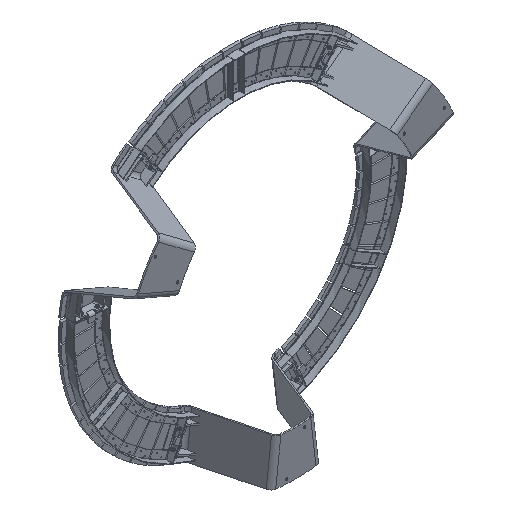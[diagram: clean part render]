
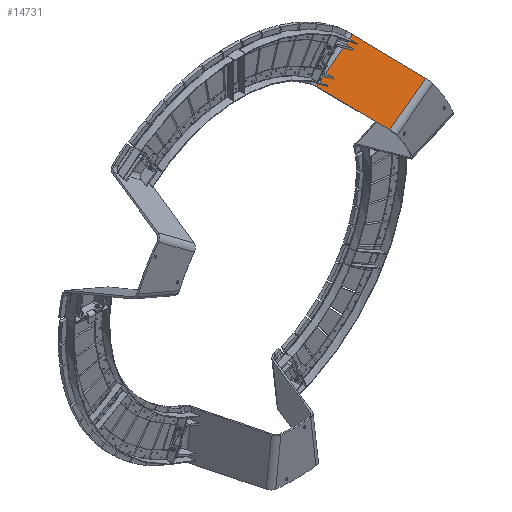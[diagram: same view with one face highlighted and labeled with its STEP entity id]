
A CAD part, isometric view. The second image highlights one B-rep face of the part: STEP entity #14731.
In plain terms, the highlighted face is planar.
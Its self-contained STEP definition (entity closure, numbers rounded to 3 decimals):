
#1634 = ORIENTED_EDGE ( 'NONE', *, *, #17081, .F. ) ;
#1996 = CARTESIAN_POINT ( 'NONE',  ( 27., -2.25, 3.199 ) ) ;
#2240 = FACE_OUTER_BOUND ( 'NONE', #16358, .T. ) ;
#2539 = AXIS2_PLACEMENT_3D ( 'NONE', #1996, #3994, #9259 ) ;
#3072 = CARTESIAN_POINT ( 'NONE',  ( 114.332, 26.319, -645.578 ) ) ;
#3994 = DIRECTION ( 'NONE',  ( -0.933, 0.342, -0.111 ) ) ;
#4100 = CARTESIAN_POINT ( 'NONE',  ( 220.08, 158.335, -1129.768 ) ) ;
#4944 = CARTESIAN_POINT ( 'NONE',  ( 137.272, 26.319, -839.211 ) ) ;
#5140 = CARTESIAN_POINT ( 'NONE',  ( 277.656, 420.261, -805.432 ) ) ;
#5575 = VERTEX_POINT ( 'NONE', #18303 ) ;
#5658 = VERTEX_POINT ( 'NONE', #5140 ) ;
#6557 = CARTESIAN_POINT ( 'NONE',  ( 231.876, 290.433, -820.662 ) ) ;
#7833 = CARTESIAN_POINT ( 'NONE',  ( 172.549, 26.319, -1136.982 ) ) ;
#7890 = DIRECTION ( 'NONE',  ( 0.118, 0., -0.993 ) ) ;
#8450 = DIRECTION ( 'NONE',  ( -0.118, 0., 0.993 ) ) ;
#8504 = VERTEX_POINT ( 'NONE', #18081 ) ;
#9259 = DIRECTION ( 'NONE',  ( -0.344, -0.939, 0. ) ) ;
#9470 = CARTESIAN_POINT ( 'NONE',  ( 313.322, 420.261, -1106.494 ) ) ;
#9639 = VECTOR ( 'NONE', #8450, 1000. ) ;
#10341 = ORIENTED_EDGE ( 'NONE', *, *, #22104, .F. ) ;
#10903 = PLANE ( 'NONE',  #2539 ) ;
#13807 = CARTESIAN_POINT ( 'NONE',  ( 277.656, 420.261, -805.432 ) ) ;
#14246 = VECTOR ( 'NONE', #7890, 1000. ) ;
#14731 = ADVANCED_FACE ( 'NONE', ( #2240 ), #10903, .F. ) ;
#14848 =( BOUNDED_CURVE ( )  B_SPLINE_CURVE ( 3, ( #18870, #17092, #6557, #13807 ),
 .UNSPECIFIED., .F., .T. ) 
 B_SPLINE_CURVE_WITH_KNOTS ( ( 4, 4 ),
 ( 1.604, 1.774 ),
 .UNSPECIFIED. ) 
 CURVE ( )  GEOMETRIC_REPRESENTATION_ITEM ( )  RATIONAL_B_SPLINE_CURVE ( ( 1., 0.998, 0.998, 1. ) ) 
 REPRESENTATION_ITEM ( '' )  );
#16358 = EDGE_LOOP ( 'NONE', ( #18222, #1634, #20155, #10341 ) ) ;
#17081 = EDGE_CURVE ( 'NONE', #8504, #23037, #19011, .T. ) ;
#17092 = CARTESIAN_POINT ( 'NONE',  ( 184.968, 158.802, -831.949 ) ) ;
#17238 =( BOUNDED_CURVE ( )  B_SPLINE_CURVE ( 3, ( #9470, #21909, #4100, #7833 ),
 .UNSPECIFIED., .F., .T. ) 
 B_SPLINE_CURVE_WITH_KNOTS ( ( 4, 4 ),
 ( 4.554, 4.68 ),
 .UNSPECIFIED. ) 
 CURVE ( )  GEOMETRIC_REPRESENTATION_ITEM ( )  RATIONAL_B_SPLINE_CURVE ( ( 1., 0.999, 0.999, 1. ) ) 
 REPRESENTATION_ITEM ( '' )  );
#18081 = CARTESIAN_POINT ( 'NONE',  ( 172.549, 26.319, -1136.982 ) ) ;
#18222 = ORIENTED_EDGE ( 'NONE', *, *, #19539, .F. ) ;
#18303 = CARTESIAN_POINT ( 'NONE',  ( 313.322, 420.261, -1106.494 ) ) ;
#18870 = CARTESIAN_POINT ( 'NONE',  ( 137.272, 26.319, -839.211 ) ) ;
#19011 = LINE ( 'NONE', #3072, #9639 ) ;
#19539 = EDGE_CURVE ( 'NONE', #23037, #5658, #14848, .T. ) ;
#19699 = EDGE_CURVE ( 'NONE', #5575, #8504, #17238, .T. ) ;
#20155 = ORIENTED_EDGE ( 'NONE', *, *, #19699, .F. ) ;
#20305 = LINE ( 'NONE', #21745, #14246 ) ;
#21745 = CARTESIAN_POINT ( 'NONE',  ( 256.719, 420.261, -628.709 ) ) ;
#21909 = CARTESIAN_POINT ( 'NONE',  ( 267.066, 289.82, -1119.592 ) ) ;
#22104 = EDGE_CURVE ( 'NONE', #5658, #5575, #20305, .T. ) ;
#23037 = VERTEX_POINT ( 'NONE', #4944 ) ;
